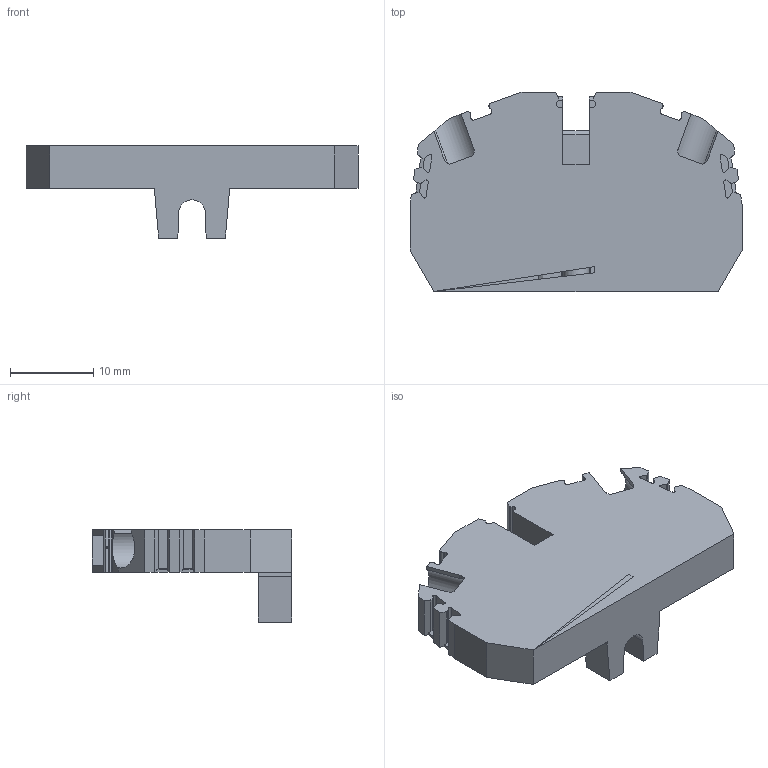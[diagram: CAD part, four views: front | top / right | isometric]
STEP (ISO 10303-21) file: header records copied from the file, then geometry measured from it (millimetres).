
FILE_DESCRIPTION(/* description */ (''),/* implementation_level */ '2;1');
FILE_NAME(/* name */ '3640_ZSLN25_2A-D_F_iso.stp',/* time_stamp */ '2011-08-04T15:24:10+02:00',/* author */ (''),/* organization */ (''),/* preprocessor_version */ 'ST-DEVELOPER v11',/* originating_system */ 'SIEMENS UGS NX 6.0',/* authorisation */ '');
FILE_SCHEMA (('CONFIG_CONTROL_DESIGN'));
Length unit declared in the file: millimetre
Products named in the file (1): 3640_ZSLN25_2A-D_F_iso
Bounding box: 40 x 24 x 11.1 mm (x, y, z)
Surface area: 2875.2 mm2 (no closed solid volume)
Topology: 0 solids, 1 shells, 207 faces, 599 edges, 398 vertices
Faces by surface type: plane 156, cylinder 51
Full cylindrical faces by diameter (mm): 2.4 x2
Entity records: 7054 total; most frequent: CARTESIAN_POINT 1600, ORIENTED_EDGE 1198, DIRECTION 1003, EDGE_CURVE 599, LINE 435, VECTOR 435, VERTEX_POINT 402, AXIS2_PLACEMENT_3D 284
